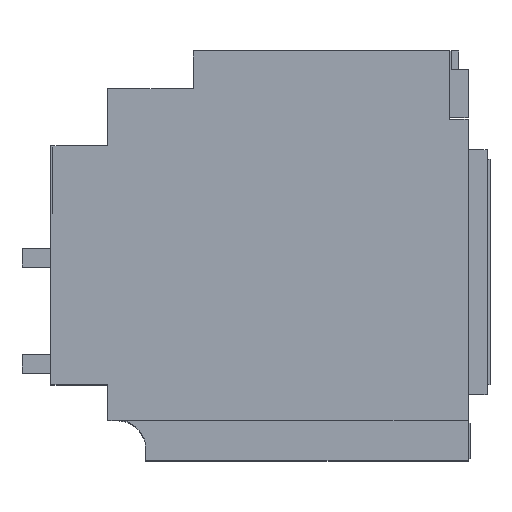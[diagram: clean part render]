
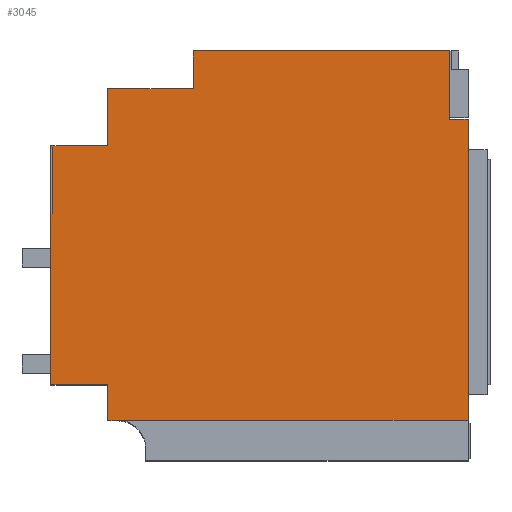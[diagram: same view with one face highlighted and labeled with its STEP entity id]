
A CAD part, top view. The second image highlights one B-rep face of the part: STEP entity #3045.
In plain terms, the highlighted planar face has unit normal (0, 0, 1).
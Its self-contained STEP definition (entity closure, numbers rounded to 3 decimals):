
#18 = EDGE_CURVE ( 'NONE', #1734, #8861, #4658, .T. ) ;
#89 = CARTESIAN_POINT ( 'NONE',  ( 420., 216., 167.5 ) ) ;
#175 = VERTEX_POINT ( 'NONE', #10608 ) ;
#259 = DIRECTION ( 'NONE',  ( -1., 0., 0. ) ) ;
#292 = VERTEX_POINT ( 'NONE', #5703 ) ;
#346 = VECTOR ( 'NONE', #1918, 1000. ) ;
#448 = ORIENTED_EDGE ( 'NONE', *, *, #7474, .F. ) ;
#600 = DIRECTION ( 'NONE',  ( 0., -1., 0. ) ) ;
#650 = VERTEX_POINT ( 'NONE', #3694 ) ;
#704 = ORIENTED_EDGE ( 'NONE', *, *, #10058, .F. ) ;
#785 = CARTESIAN_POINT ( 'NONE',  ( 70., -173.5, 167.5 ) ) ;
#989 = CARTESIAN_POINT ( 'NONE',  ( 420., -136., 167.5 ) ) ;
#1015 = EDGE_CURVE ( 'NONE', #7460, #1734, #4084, .T. ) ;
#1054 = CARTESIAN_POINT ( 'NONE',  ( 0., -216., 167.5 ) ) ;
#1084 = CARTESIAN_POINT ( 'NONE',  ( 60., 176., 167.5 ) ) ;
#1101 = DIRECTION ( 'NONE',  ( 0., 0., -1. ) ) ;
#1135 = DIRECTION ( 'NONE',  ( 0., -1., 0. ) ) ;
#1152 = VECTOR ( 'NONE', #9692, 1000. ) ;
#1241 = CARTESIAN_POINT ( 'NONE',  ( 100., -216., 167.5 ) ) ;
#1250 = VERTEX_POINT ( 'NONE', #10101 ) ;
#1377 = ORIENTED_EDGE ( 'NONE', *, *, #4564, .F. ) ;
#1420 = LINE ( 'NONE', #2950, #8754 ) ;
#1518 = CARTESIAN_POINT ( 'NONE',  ( 60., 116., 167.5 ) ) ;
#1559 = LINE ( 'NONE', #2674, #1152 ) ;
#1689 = VECTOR ( 'NONE', #8554, 1000. ) ;
#1734 = VERTEX_POINT ( 'NONE', #1518 ) ;
#1852 = VECTOR ( 'NONE', #2808, 1000. ) ;
#1918 = DIRECTION ( 'NONE',  ( -1., 0., 0. ) ) ;
#1946 = VECTOR ( 'NONE', #2220, 1000. ) ;
#2177 = EDGE_CURVE ( 'NONE', #8824, #3662, #1420, .T. ) ;
#2220 = DIRECTION ( 'NONE',  ( -1., 0., 0. ) ) ;
#2223 = VECTOR ( 'NONE', #9711, 1000. ) ;
#2276 = EDGE_CURVE ( 'NONE', #8297, #1250, #4323, .T. ) ;
#2670 = ORIENTED_EDGE ( 'NONE', *, *, #4798, .T. ) ;
#2674 = CARTESIAN_POINT ( 'NONE',  ( 440., 144., 167.5 ) ) ;
#2702 = VECTOR ( 'NONE', #6534, 1000. ) ;
#2750 = EDGE_CURVE ( 'NONE', #6375, #8297, #7136, .T. ) ;
#2760 = CARTESIAN_POINT ( 'NONE',  ( 420., -216., 167.5 ) ) ;
#2808 = DIRECTION ( 'NONE',  ( 0., -1., 0. ) ) ;
#2821 = CARTESIAN_POINT ( 'NONE',  ( 420., -216., 167.5 ) ) ;
#2903 = CARTESIAN_POINT ( 'NONE',  ( 70., -203.5, 167.5 ) ) ;
#2931 = ORIENTED_EDGE ( 'NONE', *, *, #3967, .F. ) ;
#2950 = CARTESIAN_POINT ( 'NONE',  ( 420., -173.5, 167.5 ) ) ;
#3045 = ADVANCED_FACE ( 'NONE', ( #6721 ), #5295, .F. ) ;
#3133 = LINE ( 'NONE', #6316, #2223 ) ;
#3285 = ORIENTED_EDGE ( 'NONE', *, *, #10121, .T. ) ;
#3492 = DIRECTION ( 'NONE',  ( 1., 0., 0. ) ) ;
#3506 = CARTESIAN_POINT ( 'NONE',  ( 100., -203.5, 167.5 ) ) ;
#3595 = EDGE_LOOP ( 'NONE', ( #7624, #7073, #7744, #4569, #4741, #4824, #704, #4668, #10045, #9140, #2670, #7325, #8894, #8851, #9725, #2931, #1377, #3285, #448 ) ) ;
#3621 = EDGE_CURVE ( 'NONE', #6952, #6583, #9156, .T. ) ;
#3662 = VERTEX_POINT ( 'NONE', #785 ) ;
#3694 = CARTESIAN_POINT ( 'NONE',  ( 0., 114., 167.5 ) ) ;
#3729 = VECTOR ( 'NONE', #10826, 1000. ) ;
#3920 = VECTOR ( 'NONE', #600, 1000. ) ;
#3924 = CARTESIAN_POINT ( 'NONE',  ( 0., 44., 167.5 ) ) ;
#3967 = EDGE_CURVE ( 'NONE', #8950, #6583, #10375, .T. ) ;
#4045 = DIRECTION ( 'NONE',  ( 0., -1., 0. ) ) ;
#4049 = EDGE_CURVE ( 'NONE', #292, #4665, #9554, .T. ) ;
#4052 = CARTESIAN_POINT ( 'NONE',  ( 150., 216., 167.5 ) ) ;
#4084 = LINE ( 'NONE', #10494, #10416 ) ;
#4153 = VECTOR ( 'NONE', #3492, 1000. ) ;
#4295 = LINE ( 'NONE', #9087, #2702 ) ;
#4323 = LINE ( 'NONE', #7991, #5258 ) ;
#4434 = DIRECTION ( 'NONE',  ( 0., -1., 0. ) ) ;
#4564 = EDGE_CURVE ( 'NONE', #175, #8950, #4295, .T. ) ;
#4569 = ORIENTED_EDGE ( 'NONE', *, *, #1015, .T. ) ;
#4585 = VECTOR ( 'NONE', #1135, 1000. ) ;
#4658 = LINE ( 'NONE', #9002, #3729 ) ;
#4665 = VERTEX_POINT ( 'NONE', #6788 ) ;
#4668 = ORIENTED_EDGE ( 'NONE', *, *, #4049, .T. ) ;
#4741 = ORIENTED_EDGE ( 'NONE', *, *, #18, .T. ) ;
#4798 = EDGE_CURVE ( 'NONE', #7259, #10778, #9675, .T. ) ;
#4824 = ORIENTED_EDGE ( 'NONE', *, *, #5003, .T. ) ;
#4835 = CARTESIAN_POINT ( 'NONE',  ( 0., 116., 167.5 ) ) ;
#4958 = EDGE_CURVE ( 'NONE', #3662, #6952, #9382, .T. ) ;
#5003 = EDGE_CURVE ( 'NONE', #8861, #650, #7517, .T. ) ;
#5124 = DIRECTION ( 'NONE',  ( -1., 0., 0. ) ) ;
#5239 = VERTEX_POINT ( 'NONE', #9277 ) ;
#5258 = VECTOR ( 'NONE', #4045, 1000. ) ;
#5295 = PLANE ( 'NONE',  #9498 ) ;
#5363 = CARTESIAN_POINT ( 'NONE',  ( 2., 114., 167.5 ) ) ;
#5403 = DIRECTION ( 'NONE',  ( -1., 0., 0. ) ) ;
#5421 = CARTESIAN_POINT ( 'NONE',  ( 60., -136., 167.5 ) ) ;
#5703 = CARTESIAN_POINT ( 'NONE',  ( 2., 114., 167.5 ) ) ;
#6316 = CARTESIAN_POINT ( 'NONE',  ( 60., -216., 167.5 ) ) ;
#6375 = VERTEX_POINT ( 'NONE', #89 ) ;
#6431 = CARTESIAN_POINT ( 'NONE',  ( 420., 216., 167.5 ) ) ;
#6474 = LINE ( 'NONE', #8691, #10241 ) ;
#6534 = DIRECTION ( 'NONE',  ( 0., -1., 0. ) ) ;
#6583 = VERTEX_POINT ( 'NONE', #1241 ) ;
#6711 = CARTESIAN_POINT ( 'NONE',  ( 100., -216., 167.5 ) ) ;
#6721 = FACE_OUTER_BOUND ( 'NONE', #3595, .T. ) ;
#6781 = VERTEX_POINT ( 'NONE', #3924 ) ;
#6788 = CARTESIAN_POINT ( 'NONE',  ( 2., 44., 167.5 ) ) ;
#6929 = CARTESIAN_POINT ( 'NONE',  ( 2., 114., 167.5 ) ) ;
#6952 = VERTEX_POINT ( 'NONE', #3506 ) ;
#6973 = VECTOR ( 'NONE', #7948, 1000. ) ;
#7037 = LINE ( 'NONE', #10478, #1852 ) ;
#7073 = ORIENTED_EDGE ( 'NONE', *, *, #2276, .T. ) ;
#7136 = LINE ( 'NONE', #6431, #1946 ) ;
#7207 = CARTESIAN_POINT ( 'NONE',  ( 0., -216., 167.5 ) ) ;
#7259 = VERTEX_POINT ( 'NONE', #8322 ) ;
#7325 = ORIENTED_EDGE ( 'NONE', *, *, #7941, .T. ) ;
#7460 = VERTEX_POINT ( 'NONE', #1084 ) ;
#7474 = EDGE_CURVE ( 'NONE', #6375, #5239, #7037, .T. ) ;
#7517 = LINE ( 'NONE', #7207, #6973 ) ;
#7624 = ORIENTED_EDGE ( 'NONE', *, *, #2750, .T. ) ;
#7734 = CARTESIAN_POINT ( 'NONE',  ( 2., 44., 167.5 ) ) ;
#7744 = ORIENTED_EDGE ( 'NONE', *, *, #10040, .T. ) ;
#7818 = VECTOR ( 'NONE', #10590, 1000. ) ;
#7941 = EDGE_CURVE ( 'NONE', #10778, #8824, #3133, .T. ) ;
#7948 = DIRECTION ( 'NONE',  ( 0., -1., 0. ) ) ;
#7991 = CARTESIAN_POINT ( 'NONE',  ( 150., -216., 167.5 ) ) ;
#8235 = CARTESIAN_POINT ( 'NONE',  ( 60., -173.5, 167.5 ) ) ;
#8297 = VERTEX_POINT ( 'NONE', #4052 ) ;
#8322 = CARTESIAN_POINT ( 'NONE',  ( 0., -136., 167.5 ) ) ;
#8554 = DIRECTION ( 'NONE',  ( -1., 0., 0. ) ) ;
#8609 = LINE ( 'NONE', #7734, #1689 ) ;
#8691 = CARTESIAN_POINT ( 'NONE',  ( 420., 176., 167.5 ) ) ;
#8754 = VECTOR ( 'NONE', #8858, 1000. ) ;
#8824 = VERTEX_POINT ( 'NONE', #8235 ) ;
#8851 = ORIENTED_EDGE ( 'NONE', *, *, #4958, .T. ) ;
#8858 = DIRECTION ( 'NONE',  ( 1., 0., 0. ) ) ;
#8861 = VERTEX_POINT ( 'NONE', #4835 ) ;
#8894 = ORIENTED_EDGE ( 'NONE', *, *, #2177, .T. ) ;
#8950 = VERTEX_POINT ( 'NONE', #10963 ) ;
#9002 = CARTESIAN_POINT ( 'NONE',  ( 420., 116., 167.5 ) ) ;
#9087 = CARTESIAN_POINT ( 'NONE',  ( 440., -216., 167.5 ) ) ;
#9140 = ORIENTED_EDGE ( 'NONE', *, *, #10148, .T. ) ;
#9156 = LINE ( 'NONE', #6711, #3920 ) ;
#9277 = CARTESIAN_POINT ( 'NONE',  ( 420., 144., 167.5 ) ) ;
#9286 = LINE ( 'NONE', #6929, #10789 ) ;
#9382 = CIRCLE ( 'NONE', #10560, 30. ) ;
#9451 = DIRECTION ( 'NONE',  ( -1., 0., 0. ) ) ;
#9498 = AXIS2_PLACEMENT_3D ( 'NONE', #2760, #10499, #259 ) ;
#9554 = LINE ( 'NONE', #5363, #4585 ) ;
#9675 = LINE ( 'NONE', #989, #4153 ) ;
#9692 = DIRECTION ( 'NONE',  ( -1., 0., 0. ) ) ;
#9711 = DIRECTION ( 'NONE',  ( 0., -1., 0. ) ) ;
#9725 = ORIENTED_EDGE ( 'NONE', *, *, #3621, .T. ) ;
#9762 = EDGE_CURVE ( 'NONE', #4665, #6781, #8609, .T. ) ;
#9983 = LINE ( 'NONE', #1054, #7818 ) ;
#10040 = EDGE_CURVE ( 'NONE', #1250, #7460, #6474, .T. ) ;
#10045 = ORIENTED_EDGE ( 'NONE', *, *, #9762, .T. ) ;
#10058 = EDGE_CURVE ( 'NONE', #292, #650, #9286, .T. ) ;
#10101 = CARTESIAN_POINT ( 'NONE',  ( 150., 176., 167.5 ) ) ;
#10121 = EDGE_CURVE ( 'NONE', #175, #5239, #1559, .T. ) ;
#10148 = EDGE_CURVE ( 'NONE', #6781, #7259, #9983, .T. ) ;
#10241 = VECTOR ( 'NONE', #9451, 1000. ) ;
#10375 = LINE ( 'NONE', #2821, #346 ) ;
#10416 = VECTOR ( 'NONE', #4434, 1000. ) ;
#10478 = CARTESIAN_POINT ( 'NONE',  ( 420., -216., 167.5 ) ) ;
#10494 = CARTESIAN_POINT ( 'NONE',  ( 60., -216., 167.5 ) ) ;
#10499 = DIRECTION ( 'NONE',  ( 0., 0., -1. ) ) ;
#10560 = AXIS2_PLACEMENT_3D ( 'NONE', #2903, #1101, #5403 ) ;
#10590 = DIRECTION ( 'NONE',  ( 0., -1., 0. ) ) ;
#10608 = CARTESIAN_POINT ( 'NONE',  ( 440., 144., 167.5 ) ) ;
#10778 = VERTEX_POINT ( 'NONE', #5421 ) ;
#10789 = VECTOR ( 'NONE', #5124, 1000. ) ;
#10826 = DIRECTION ( 'NONE',  ( -1., 0., 0. ) ) ;
#10963 = CARTESIAN_POINT ( 'NONE',  ( 440., -216., 167.5 ) ) ;
